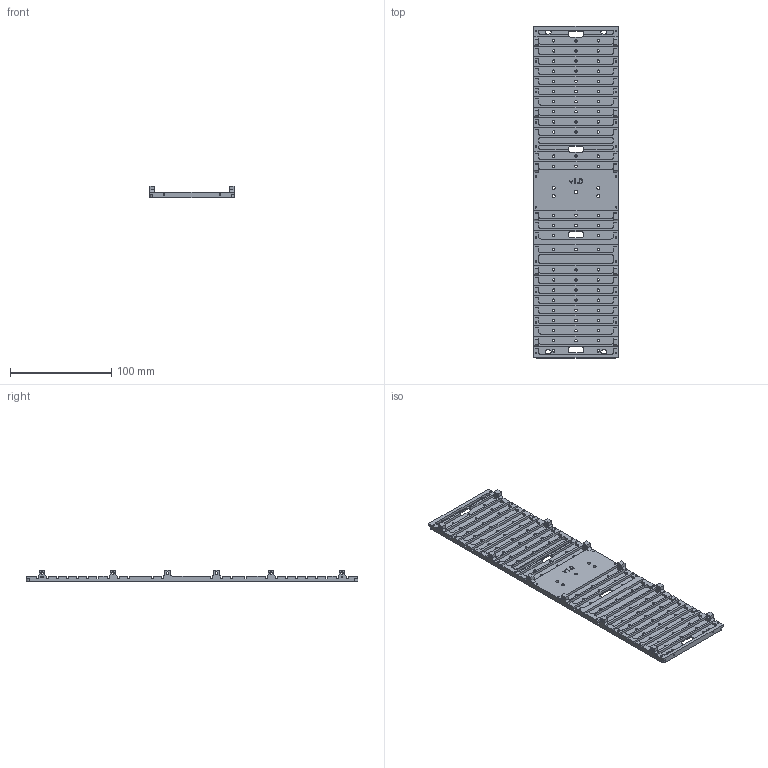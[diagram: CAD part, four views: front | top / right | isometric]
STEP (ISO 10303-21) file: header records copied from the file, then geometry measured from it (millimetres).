
FILE_DESCRIPTION (( 'STEP AP203' ), '1' );
FILE_NAME ('Y_3UFrame.STEP', '2021-07-27T23:22:23', ( '' ), ( '' ), 'SwSTEP 2.0', 'SolidWorks 2020', '' );
FILE_SCHEMA (( 'CONFIG_CONTROL_DESIGN' ));
Length unit declared in the file: millimetre
Products named in the file (1): Y_3UFrame
Bounding box: 83 x 327.5 x 11.5 mm (x, y, z)
Volume: 69773.3 mm3; surface area: 79437.6 mm2
Topology: 1 solids, 1 shells, 958 faces, 2790 edges, 1854 vertices
Faces by surface type: cylinder 484, plane 451, bspline 13, cone 10
Entity records: 34050 total; most frequent: CARTESIAN_POINT 7247, DIRECTION 5625, ORIENTED_EDGE 5580, EDGE_CURVE 2790, AXIS2_PLACEMENT_3D 1934, VERTEX_POINT 1854, LINE 1757, VECTOR 1757
